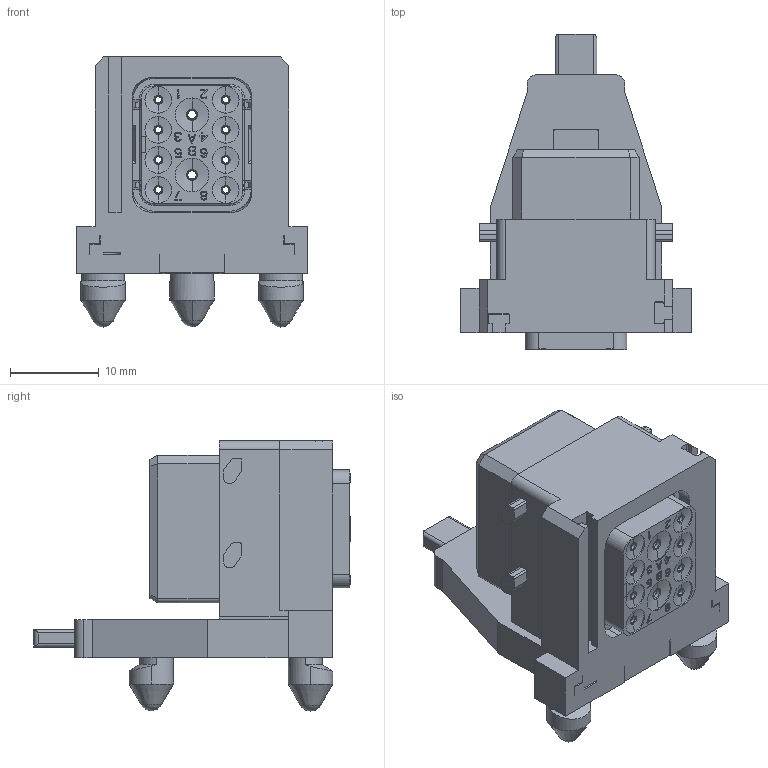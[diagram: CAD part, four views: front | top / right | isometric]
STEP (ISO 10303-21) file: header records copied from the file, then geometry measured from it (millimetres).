
FILE_DESCRIPTION((''),'2;1');
FILE_NAME('35599112787PSU','2020-02-20T',('presta_be4'),(''),'CREO PARAMETRIC BY PTC INC, 2018360','CREO PARAMETRIC BY PTC INC, 2018360','');
FILE_SCHEMA(('CONFIG_CONTROL_DESIGN'));
Products named in the file (1): 35599112787PSU
Bounding box: 26 x 35.55 x 30.4 mm (x, y, z)
Volume: 7381.8 mm3; surface area: 8582.7 mm2
Topology: 1 solids, 1 shells, 2198 faces, 5605 edges, 3511 vertices
Faces by surface type: plane 1207, cylinder 407, cone 277, torus 236, bspline 65, sphere 6
Entity records: 76343 total; most frequent: CARTESIAN_POINT 22763, ORIENTED_EDGE 11198, DIRECTION 11184, EDGE_CURVE 5599, AXIS2_PLACEMENT_3D 3778, VECTOR 3628, LINE 3628, VERTEX_POINT 3511
